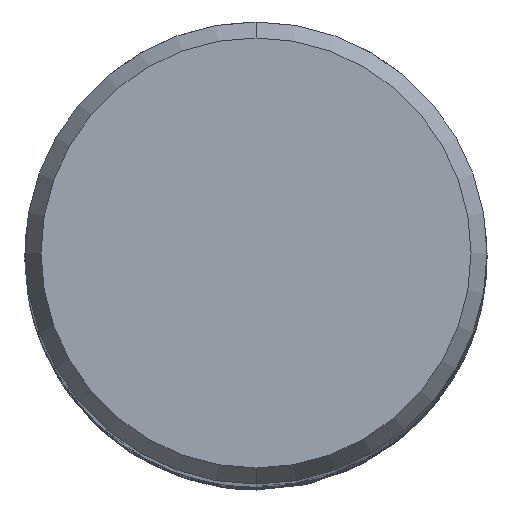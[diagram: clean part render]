
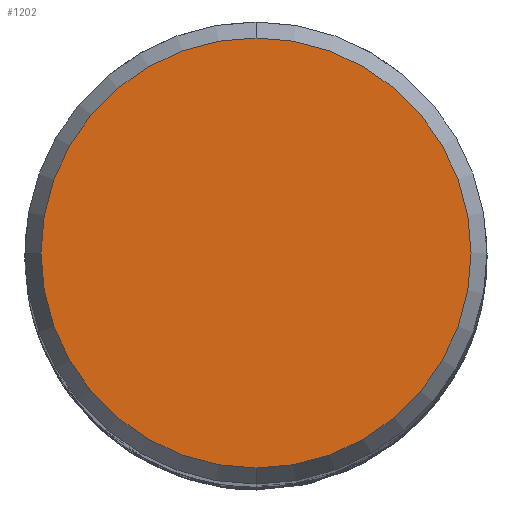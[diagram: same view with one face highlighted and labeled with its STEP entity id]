
A CAD part, top view. The second image highlights one B-rep face of the part: STEP entity #1202.
In plain terms, the highlighted planar face has unit normal (0, 0, 1).
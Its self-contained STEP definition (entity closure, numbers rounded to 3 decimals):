
#608=EDGE_CURVE('',#894,#1402,#1742,.T.);
#894=VERTEX_POINT('',#2051);
#1202=ADVANCED_FACE('',(#2385),#2386,.T.);
#1402=VERTEX_POINT('',#2608);
#1556=EDGE_CURVE('',#1402,#894,#2776,.T.);
#1742=CIRCLE('',#3101,9.307);
#2051=CARTESIAN_POINT('',(0.,-9.307,0.0));
#2385=FACE_OUTER_BOUND('',#8928,.T.);
#2386=PLANE('',#8929);
#2608=CARTESIAN_POINT('',(0.0,9.307,0.0));
#2776=CIRCLE('',#14538,9.307);
#3101=AXIS2_PLACEMENT_3D('',#18509,#18510,#18511);
#8928=EDGE_LOOP('',(#19179,#19180));
#8929=AXIS2_PLACEMENT_3D('',#19181,#19182,#19183);
#14538=AXIS2_PLACEMENT_3D('',#19644,#19645,#19646);
#18509=CARTESIAN_POINT('',(0.0,0.0,0.0));
#18510=DIRECTION('',(0.0,0.0,-1.0));
#18511=DIRECTION('',(0.0,1.0,0.0));
#19179=ORIENTED_EDGE('',*,*,#1556,.F.);
#19180=ORIENTED_EDGE('',*,*,#608,.F.);
#19181=CARTESIAN_POINT('',(0.0,4.654,0.0));
#19182=DIRECTION('',(-0.0,0.0,1.0));
#19183=DIRECTION('',(0.0,-1.0,0.0));
#19644=CARTESIAN_POINT('',(0.0,0.0,0.0));
#19645=DIRECTION('',(0.0,0.0,-1.0));
#19646=DIRECTION('',(0.0,1.0,0.0));
